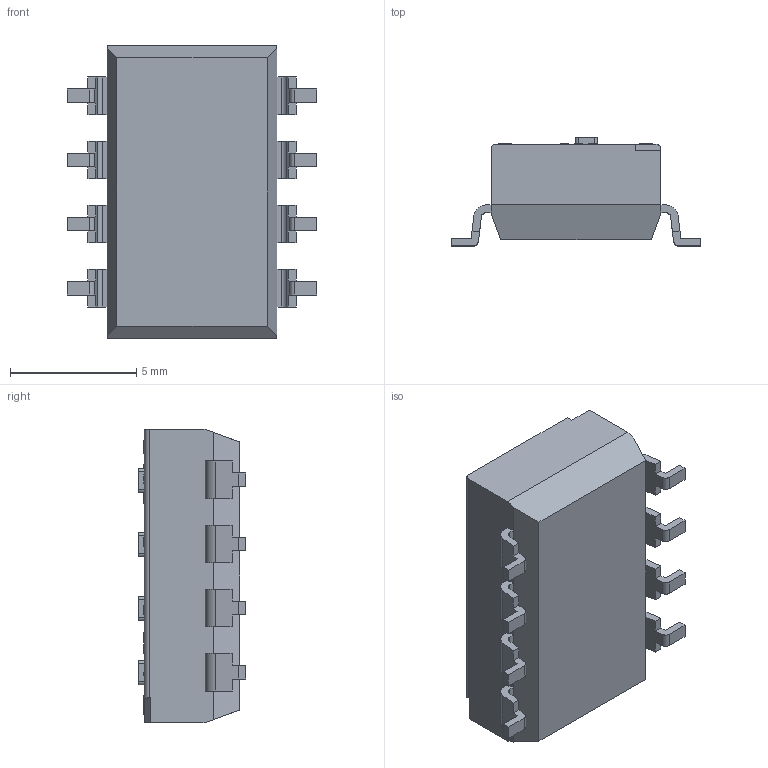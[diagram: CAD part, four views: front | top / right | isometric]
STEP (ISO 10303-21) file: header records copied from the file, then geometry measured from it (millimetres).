
FILE_DESCRIPTION (( 'STEP AP214' ), '1' );
FILE_NAME ('219004MST.STEP', '2016-05-27T02:26:57', ( '' ), ( '' ), 'SwSTEP 2.0', 'SolidWorks 2011', '' );
FILE_SCHEMA (( 'AUTOMOTIVE_DESIGN' ));
Length unit declared in the file: millimetre
Products named in the file (1): 219004MST
Bounding box: 9.91 x 4.28 x 11.63 mm (x, y, z)
Volume: 284.4 mm3; surface area: 386.4 mm2
Topology: 1 solids, 1 shells, 421 faces, 1153 edges, 766 vertices
Faces by surface type: plane 290, bspline 89, cylinder 42
Entity records: 18757 total; most frequent: CARTESIAN_POINT 7996, ORIENTED_EDGE 2306, DIRECTION 1721, EDGE_CURVE 1153, VECTOR 891, LINE 891, VERTEX_POINT 766, EDGE_LOOP 453
